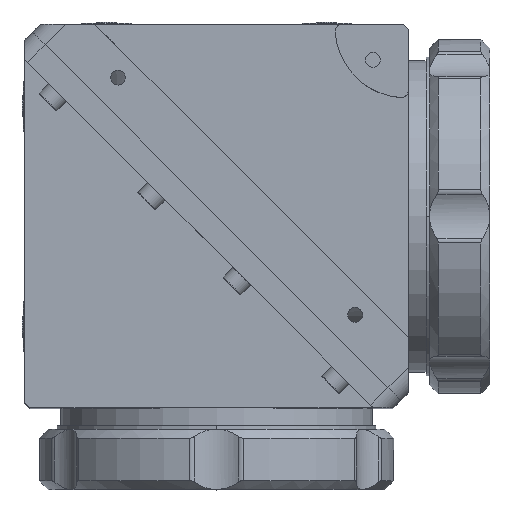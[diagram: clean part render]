
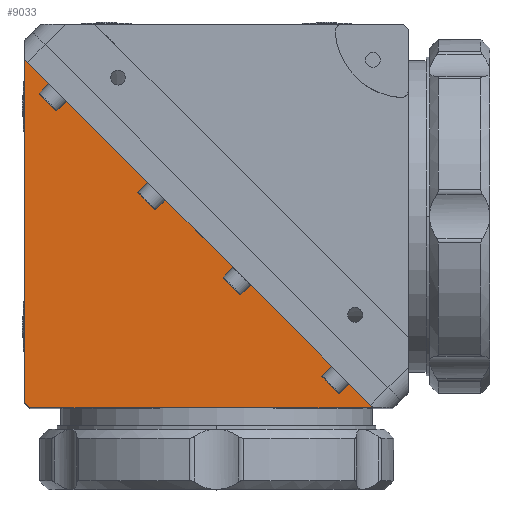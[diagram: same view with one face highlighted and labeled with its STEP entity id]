
A CAD part, top view. The second image highlights one B-rep face of the part: STEP entity #9033.
In plain terms, the highlighted planar face has unit normal (0, 0, 1).
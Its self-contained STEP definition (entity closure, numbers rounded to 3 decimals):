
#221 = ORIENTED_EDGE ( 'NONE', *, *, #1383, .F. ) ;
#275 = DIRECTION ( 'NONE',  ( -1., 0., 0. ) ) ;
#1183 = LINE ( 'NONE', #3625, #5458 ) ;
#1279 = DIRECTION ( 'NONE',  ( 0.707, -0.707, 0. ) ) ;
#1356 = DIRECTION ( 'NONE',  ( 0.707, -0.707, 0. ) ) ;
#1383 = EDGE_CURVE ( 'NONE', #10603, #3755, #11568, .T. ) ;
#1531 = DIRECTION ( 'NONE',  ( 0., 1., 0. ) ) ;
#1727 = ORIENTED_EDGE ( 'NONE', *, *, #17301, .F. ) ;
#2908 = ORIENTED_EDGE ( 'NONE', *, *, #15916, .T. ) ;
#3119 = CARTESIAN_POINT ( 'NONE',  ( -52.726, -54.14, 44. ) ) ;
#3247 = VECTOR ( 'NONE', #15960, 1000. ) ;
#3625 = CARTESIAN_POINT ( 'NONE',  ( -54.14, -52.726, 44. ) ) ;
#3755 = VERTEX_POINT ( 'NONE', #6085 ) ;
#4124 = DIRECTION ( 'NONE',  ( 0., 0., 1. ) ) ;
#4360 = VECTOR ( 'NONE', #1356, 1000. ) ;
#4404 = LINE ( 'NONE', #16863, #9272 ) ;
#4986 = CARTESIAN_POINT ( 'NONE',  ( -54.14, -52.726, 44. ) ) ;
#5094 = CARTESIAN_POINT ( 'NONE',  ( 54.14, -54.14, 44. ) ) ;
#5458 = VECTOR ( 'NONE', #1279, 1000. ) ;
#5550 = VERTEX_POINT ( 'NONE', #4986 ) ;
#6041 = ORIENTED_EDGE ( 'NONE', *, *, #12624, .F. ) ;
#6085 = CARTESIAN_POINT ( 'NONE',  ( 0., -54.14, 44. ) ) ;
#6848 = VERTEX_POINT ( 'NONE', #8734 ) ;
#6890 = FACE_OUTER_BOUND ( 'NONE', #14790, .T. ) ;
#8245 = PLANE ( 'NONE',  #11515 ) ;
#8734 = CARTESIAN_POINT ( 'NONE',  ( -54.14, 44.241, 44. ) ) ;
#8810 = CARTESIAN_POINT ( 'NONE',  ( 44.241, -54.14, 44. ) ) ;
#9033 = ADVANCED_FACE ( 'NONE', ( #6890 ), #8245, .T. ) ;
#9272 = VECTOR ( 'NONE', #1531, 1000. ) ;
#10117 = VECTOR ( 'NONE', #275, 1000. ) ;
#10603 = VERTEX_POINT ( 'NONE', #8810 ) ;
#10876 = LINE ( 'NONE', #13673, #4360 ) ;
#10915 = CARTESIAN_POINT ( 'NONE',  ( 54.14, -54.14, 44. ) ) ;
#11515 = AXIS2_PLACEMENT_3D ( 'NONE', #13648, #4124, #16497 ) ;
#11568 = LINE ( 'NONE', #5094, #3247 ) ;
#12591 = LINE ( 'NONE', #10915, #10117 ) ;
#12624 = EDGE_CURVE ( 'NONE', #3755, #14755, #12591, .T. ) ;
#13398 = ORIENTED_EDGE ( 'NONE', *, *, #14420, .F. ) ;
#13648 = CARTESIAN_POINT ( 'NONE',  ( 0., 0., 44. ) ) ;
#13673 = CARTESIAN_POINT ( 'NONE',  ( 44.241, -54.14, 44. ) ) ;
#14420 = EDGE_CURVE ( 'NONE', #5550, #6848, #4404, .T. ) ;
#14755 = VERTEX_POINT ( 'NONE', #3119 ) ;
#14790 = EDGE_LOOP ( 'NONE', ( #221, #1727, #13398, #2908, #6041 ) ) ;
#15916 = EDGE_CURVE ( 'NONE', #5550, #14755, #1183, .T. ) ;
#15960 = DIRECTION ( 'NONE',  ( -1., 0., 0. ) ) ;
#16497 = DIRECTION ( 'NONE',  ( 1., 0., 0. ) ) ;
#16863 = CARTESIAN_POINT ( 'NONE',  ( -54.14, -54.14, 44. ) ) ;
#17301 = EDGE_CURVE ( 'NONE', #6848, #10603, #10876, .T. ) ;
